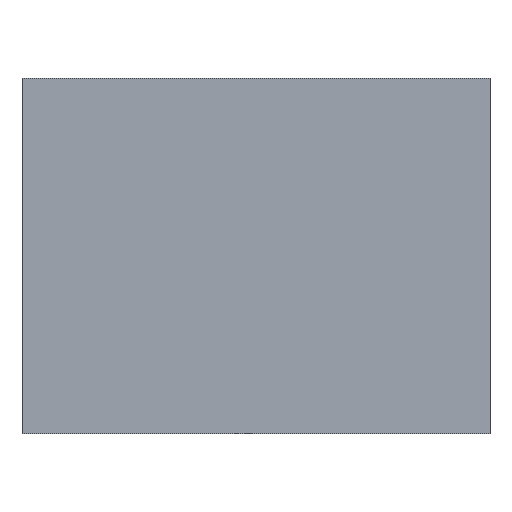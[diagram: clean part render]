
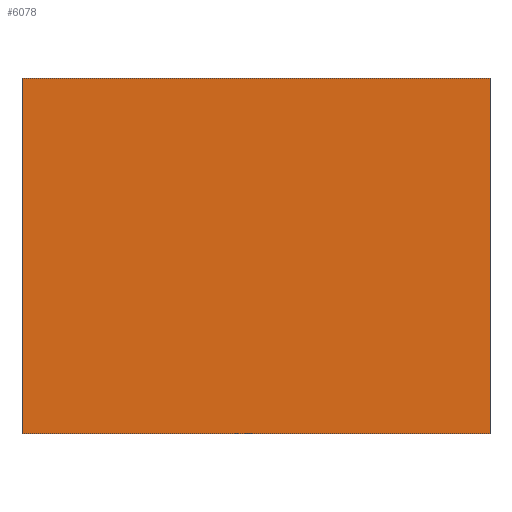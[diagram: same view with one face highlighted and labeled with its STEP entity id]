
A CAD part, front view. The second image highlights one B-rep face of the part: STEP entity #6078.
In plain terms, the highlighted planar face has unit normal (0, -1, 0).
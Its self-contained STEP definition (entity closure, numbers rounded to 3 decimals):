
#2042 = PLANE('',#2043);
#2043 = AXIS2_PLACEMENT_3D('',#2044,#2045,#2046);
#2044 = CARTESIAN_POINT('',(-1.3,-1.3,0.));
#2045 = DIRECTION('',(1.,0.,0.));
#2046 = DIRECTION('',(0.,0.,1.));
#3265 = PLANE('',#3266);
#3266 = AXIS2_PLACEMENT_3D('',#3267,#3268,#3269);
#3267 = CARTESIAN_POINT('',(23.3,-1.3,0.));
#3268 = DIRECTION('',(1.,0.,0.));
#3269 = DIRECTION('',(0.,0.,1.));
#4250 = PLANE('',#4251);
#4251 = AXIS2_PLACEMENT_3D('',#4252,#4253,#4254);
#4252 = CARTESIAN_POINT('',(-1.3,-1.3,0.));
#4253 = DIRECTION('',(0.,0.,1.));
#4254 = DIRECTION('',(1.,0.,0.));
#5105 = EDGE_CURVE('',#5106,#5108,#5110,.T.);
#5106 = VERTEX_POINT('',#5107);
#5107 = CARTESIAN_POINT('',(-1.3,-1.3,0.));
#5108 = VERTEX_POINT('',#5109);
#5109 = CARTESIAN_POINT('',(-1.3,-1.3,18.71));
#5110 = SURFACE_CURVE('',#5111,(#5115,#5122),.PCURVE_S1.);
#5111 = LINE('',#5112,#5113);
#5112 = CARTESIAN_POINT('',(-1.3,-1.3,0.));
#5113 = VECTOR('',#5114,1.);
#5114 = DIRECTION('',(0.,0.,1.));
#5115 = PCURVE('',#2042,#5116);
#5116 = DEFINITIONAL_REPRESENTATION('',(#5117),#5121);
#5117 = LINE('',#5118,#5119);
#5118 = CARTESIAN_POINT('',(0.,0.));
#5119 = VECTOR('',#5120,1.);
#5120 = DIRECTION('',(1.,0.));
#5121 = ( GEOMETRIC_REPRESENTATION_CONTEXT(2) 
PARAMETRIC_REPRESENTATION_CONTEXT() REPRESENTATION_CONTEXT('2D SPACE',''
  ) );
#5122 = PCURVE('',#5123,#5128);
#5123 = PLANE('',#5124);
#5124 = AXIS2_PLACEMENT_3D('',#5125,#5126,#5127);
#5125 = CARTESIAN_POINT('',(-1.3,-1.3,0.));
#5126 = DIRECTION('',(0.,1.,0.));
#5127 = DIRECTION('',(0.,0.,1.));
#5128 = DEFINITIONAL_REPRESENTATION('',(#5129),#5133);
#5129 = LINE('',#5130,#5131);
#5130 = CARTESIAN_POINT('',(0.,0.));
#5131 = VECTOR('',#5132,1.);
#5132 = DIRECTION('',(1.,0.));
#5133 = ( GEOMETRIC_REPRESENTATION_CONTEXT(2) 
PARAMETRIC_REPRESENTATION_CONTEXT() REPRESENTATION_CONTEXT('2D SPACE',''
  ) );
#5200 = PLANE('',#5201);
#5201 = AXIS2_PLACEMENT_3D('',#5202,#5203,#5204);
#5202 = CARTESIAN_POINT('',(-1.3,-1.3,18.71));
#5203 = DIRECTION('',(0.,0.,1.));
#5204 = DIRECTION('',(1.,0.,0.));
#5341 = EDGE_CURVE('',#5342,#5344,#5346,.T.);
#5342 = VERTEX_POINT('',#5343);
#5343 = CARTESIAN_POINT('',(23.3,-1.3,0.));
#5344 = VERTEX_POINT('',#5345);
#5345 = CARTESIAN_POINT('',(23.3,-1.3,18.71));
#5346 = SURFACE_CURVE('',#5347,(#5351,#5358),.PCURVE_S1.);
#5347 = LINE('',#5348,#5349);
#5348 = CARTESIAN_POINT('',(23.3,-1.3,0.));
#5349 = VECTOR('',#5350,1.);
#5350 = DIRECTION('',(0.,0.,1.));
#5351 = PCURVE('',#3265,#5352);
#5352 = DEFINITIONAL_REPRESENTATION('',(#5353),#5357);
#5353 = LINE('',#5354,#5355);
#5354 = CARTESIAN_POINT('',(0.,0.));
#5355 = VECTOR('',#5356,1.);
#5356 = DIRECTION('',(1.,0.));
#5357 = ( GEOMETRIC_REPRESENTATION_CONTEXT(2) 
PARAMETRIC_REPRESENTATION_CONTEXT() REPRESENTATION_CONTEXT('2D SPACE',''
  ) );
#5358 = PCURVE('',#5123,#5359);
#5359 = DEFINITIONAL_REPRESENTATION('',(#5360),#5364);
#5360 = LINE('',#5361,#5362);
#5361 = CARTESIAN_POINT('',(0.,24.6));
#5362 = VECTOR('',#5363,1.);
#5363 = DIRECTION('',(1.,0.));
#5364 = ( GEOMETRIC_REPRESENTATION_CONTEXT(2) 
PARAMETRIC_REPRESENTATION_CONTEXT() REPRESENTATION_CONTEXT('2D SPACE',''
  ) );
#5561 = EDGE_CURVE('',#5106,#5342,#5562,.T.);
#5562 = SURFACE_CURVE('',#5563,(#5567,#5574),.PCURVE_S1.);
#5563 = LINE('',#5564,#5565);
#5564 = CARTESIAN_POINT('',(-1.3,-1.3,0.));
#5565 = VECTOR('',#5566,1.);
#5566 = DIRECTION('',(1.,0.,0.));
#5567 = PCURVE('',#4250,#5568);
#5568 = DEFINITIONAL_REPRESENTATION('',(#5569),#5573);
#5569 = LINE('',#5570,#5571);
#5570 = CARTESIAN_POINT('',(0.,0.));
#5571 = VECTOR('',#5572,1.);
#5572 = DIRECTION('',(1.,0.));
#5573 = ( GEOMETRIC_REPRESENTATION_CONTEXT(2) 
PARAMETRIC_REPRESENTATION_CONTEXT() REPRESENTATION_CONTEXT('2D SPACE',''
  ) );
#5574 = PCURVE('',#5123,#5575);
#5575 = DEFINITIONAL_REPRESENTATION('',(#5576),#5580);
#5576 = LINE('',#5577,#5578);
#5577 = CARTESIAN_POINT('',(0.,0.));
#5578 = VECTOR('',#5579,1.);
#5579 = DIRECTION('',(0.,1.));
#5580 = ( GEOMETRIC_REPRESENTATION_CONTEXT(2) 
PARAMETRIC_REPRESENTATION_CONTEXT() REPRESENTATION_CONTEXT('2D SPACE',''
  ) );
#6078 = ADVANCED_FACE('',(#6079),#5123,.F.);
#6079 = FACE_BOUND('',#6080,.F.);
#6080 = EDGE_LOOP('',(#6081,#6082,#6083,#6104));
#6081 = ORIENTED_EDGE('',*,*,#5561,.F.);
#6082 = ORIENTED_EDGE('',*,*,#5105,.T.);
#6083 = ORIENTED_EDGE('',*,*,#6084,.T.);
#6084 = EDGE_CURVE('',#5108,#5344,#6085,.T.);
#6085 = SURFACE_CURVE('',#6086,(#6090,#6097),.PCURVE_S1.);
#6086 = LINE('',#6087,#6088);
#6087 = CARTESIAN_POINT('',(-1.3,-1.3,18.71));
#6088 = VECTOR('',#6089,1.);
#6089 = DIRECTION('',(1.,0.,0.));
#6090 = PCURVE('',#5123,#6091);
#6091 = DEFINITIONAL_REPRESENTATION('',(#6092),#6096);
#6092 = LINE('',#6093,#6094);
#6093 = CARTESIAN_POINT('',(18.71,0.));
#6094 = VECTOR('',#6095,1.);
#6095 = DIRECTION('',(0.,1.));
#6096 = ( GEOMETRIC_REPRESENTATION_CONTEXT(2) 
PARAMETRIC_REPRESENTATION_CONTEXT() REPRESENTATION_CONTEXT('2D SPACE',''
  ) );
#6097 = PCURVE('',#5200,#6098);
#6098 = DEFINITIONAL_REPRESENTATION('',(#6099),#6103);
#6099 = LINE('',#6100,#6101);
#6100 = CARTESIAN_POINT('',(0.,0.));
#6101 = VECTOR('',#6102,1.);
#6102 = DIRECTION('',(1.,0.));
#6103 = ( GEOMETRIC_REPRESENTATION_CONTEXT(2) 
PARAMETRIC_REPRESENTATION_CONTEXT() REPRESENTATION_CONTEXT('2D SPACE',''
  ) );
#6104 = ORIENTED_EDGE('',*,*,#5341,.F.);
